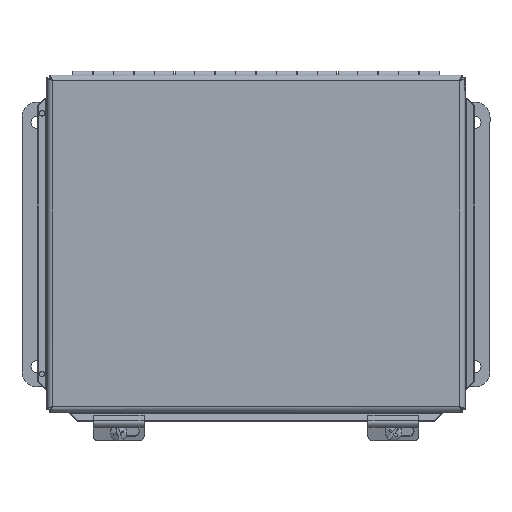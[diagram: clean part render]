
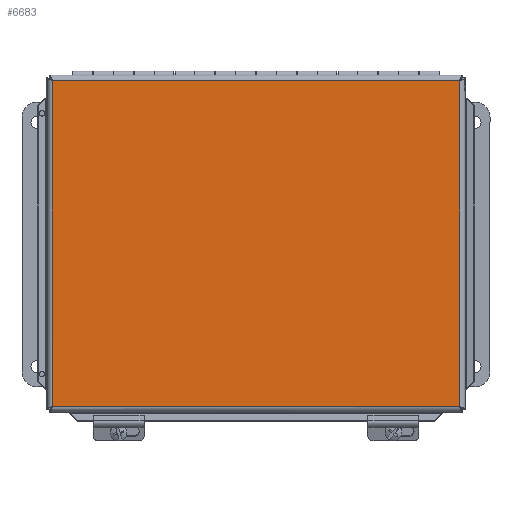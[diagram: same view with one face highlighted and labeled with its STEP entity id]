
A CAD part, top view. The second image highlights one B-rep face of the part: STEP entity #6683.
In plain terms, the highlighted planar face has unit normal (0, 0, 1).
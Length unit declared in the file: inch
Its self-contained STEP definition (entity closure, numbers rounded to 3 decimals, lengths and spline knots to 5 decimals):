
#633=FACE_OUTER_BOUND('',#1020,.T.);
#1020=EDGE_LOOP('',(#4796,#4797,#4798,#4799));
#1646=LINE('',#9899,#2314);
#1652=LINE('',#9980,#2320);
#1657=LINE('',#10059,#2325);
#1662=LINE('',#10137,#2330);
#2314=VECTOR('',#7912,8.007);
#2320=VECTOR('',#7926,10.007);
#2325=VECTOR('',#7939,10.007);
#2330=VECTOR('',#7952,8.007);
#2934=VERTEX_POINT('',#9890);
#2935=VERTEX_POINT('',#9898);
#2938=VERTEX_POINT('',#9972);
#2940=VERTEX_POINT('',#10058);
#3599=EDGE_CURVE('',#2935,#2934,#1646,.T.);
#3609=EDGE_CURVE('',#2934,#2938,#1652,.T.);
#3618=EDGE_CURVE('',#2940,#2935,#1657,.T.);
#3627=EDGE_CURVE('',#2938,#2940,#1662,.T.);
#4796=ORIENTED_EDGE('',*,*,#3599,.T.);
#4797=ORIENTED_EDGE('',*,*,#3609,.T.);
#4798=ORIENTED_EDGE('',*,*,#3627,.T.);
#4799=ORIENTED_EDGE('',*,*,#3618,.T.);
#6136=PLANE('',#7079);
#6683=ADVANCED_FACE('',(#633),#6136,.T.);
#7079=AXIS2_PLACEMENT_3D('',#10205,#7962,#7963);
#7912=DIRECTION('',(1.,0.,0.));
#7926=DIRECTION('',(0.,1.,0.));
#7939=DIRECTION('',(0.,-1.,0.));
#7952=DIRECTION('',(-1.,0.,0.));
#7962=DIRECTION('center_axis',(0.,0.,1.));
#7963=DIRECTION('ref_axis',(1.,0.,0.));
#9890=CARTESIAN_POINT('',(4.0035,-5.0035,0.059));
#9898=CARTESIAN_POINT('',(-4.0035,-5.0035,0.059));
#9899=CARTESIAN_POINT('',(-2.00175,-5.0035,0.059));
#9972=CARTESIAN_POINT('',(4.0035,5.0035,0.059));
#9980=CARTESIAN_POINT('',(4.0035,-2.50175,0.059));
#10058=CARTESIAN_POINT('',(-4.0035,5.0035,0.059));
#10059=CARTESIAN_POINT('',(-4.0035,2.50175,0.059));
#10137=CARTESIAN_POINT('',(2.00175,5.0035,0.059));
#10205=CARTESIAN_POINT('Origin',(0.,0.,0.059));
